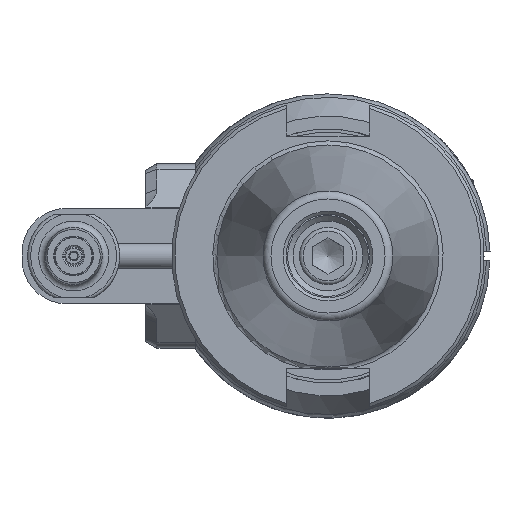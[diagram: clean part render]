
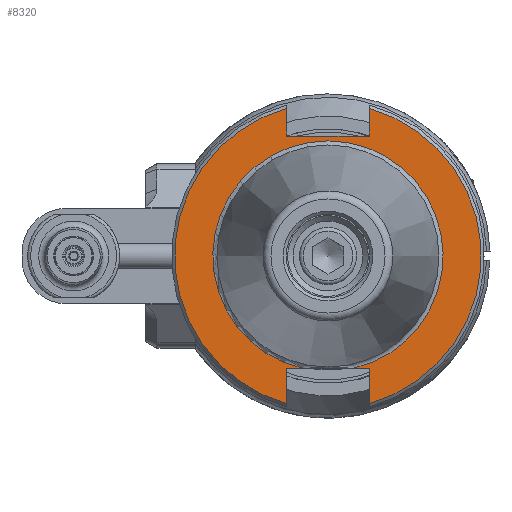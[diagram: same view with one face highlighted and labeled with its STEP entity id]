
A CAD part, left-side view. The second image highlights one B-rep face of the part: STEP entity #8320.
In plain terms, the highlighted planar face has unit normal (-1, 0, 0).
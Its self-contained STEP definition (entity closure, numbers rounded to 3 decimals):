
#518=LINE('',#54463,#1097);
#521=LINE('',#54479,#1100);
#533=LINE('',#54522,#1112);
#534=LINE('',#54527,#1113);
#535=LINE('',#54530,#1114);
#536=LINE('',#54534,#1115);
#537=LINE('',#54536,#1116);
#1097=VECTOR('',#10519,8.734);
#1100=VECTOR('',#10536,11.147);
#1112=VECTOR('',#10584,25.908);
#1113=VECTOR('',#10589,4.846);
#1114=VECTOR('',#10592,8.734);
#1115=VECTOR('',#10595,11.147);
#1116=VECTOR('',#10596,4.846);
#1576=PLANE('',#9064);
#2235=FACE_OUTER_BOUND('',#2854,.T.);
#2854=EDGE_LOOP('',(#6586,#6587,#6588,#6589,#6590,#6591,#6592,#6593,#6594,
#6595));
#3428=CIRCLE('',#9065,48.225);
#3429=CIRCLE('',#9066,48.225);
#3430=CIRCLE('',#9067,36.225);
#3957=VERTEX_POINT('',#54460);
#3958=VERTEX_POINT('',#54462);
#3963=VERTEX_POINT('',#54476);
#3964=VERTEX_POINT('',#54478);
#3977=VERTEX_POINT('',#54520);
#3979=VERTEX_POINT('',#54526);
#3980=VERTEX_POINT('',#54529);
#3981=VERTEX_POINT('',#54531);
#3982=VERTEX_POINT('',#54533);
#3983=VERTEX_POINT('',#54535);
#4911=EDGE_CURVE('',#3957,#3958,#518,.T.);
#4919=EDGE_CURVE('',#3963,#3964,#521,.T.);
#4941=EDGE_CURVE('',#3957,#3977,#533,.T.);
#4943=EDGE_CURVE('',#3979,#3964,#534,.T.);
#4944=EDGE_CURVE('',#3963,#3958,#3428,.T.);
#4945=EDGE_CURVE('',#3980,#3977,#535,.T.);
#4946=EDGE_CURVE('',#3980,#3981,#3429,.T.);
#4947=EDGE_CURVE('',#3982,#3981,#536,.T.);
#4948=EDGE_CURVE('',#3982,#3983,#537,.T.);
#4949=EDGE_CURVE('',#3983,#3979,#3430,.T.);
#6586=ORIENTED_EDGE('',*,*,#4943,.T.);
#6587=ORIENTED_EDGE('',*,*,#4919,.F.);
#6588=ORIENTED_EDGE('',*,*,#4944,.T.);
#6589=ORIENTED_EDGE('',*,*,#4911,.F.);
#6590=ORIENTED_EDGE('',*,*,#4941,.T.);
#6591=ORIENTED_EDGE('',*,*,#4945,.F.);
#6592=ORIENTED_EDGE('',*,*,#4946,.T.);
#6593=ORIENTED_EDGE('',*,*,#4947,.F.);
#6594=ORIENTED_EDGE('',*,*,#4948,.T.);
#6595=ORIENTED_EDGE('',*,*,#4949,.T.);
#8320=ADVANCED_FACE('',(#2235),#1576,.F.);
#9064=AXIS2_PLACEMENT_3D('',#54525,#10587,#10588);
#9065=AXIS2_PLACEMENT_3D('',#54528,#10590,#10591);
#9066=AXIS2_PLACEMENT_3D('',#54532,#10593,#10594);
#9067=AXIS2_PLACEMENT_3D('',#54537,#10597,#10598);
#10519=DIRECTION('',(0.,0.,1.));
#10536=DIRECTION('',(0.,0.,1.));
#10584=DIRECTION('',(0.,1.,0.));
#10587=DIRECTION('center_axis',(1.,0.,0.));
#10588=DIRECTION('ref_axis',(0.,-1.,0.));
#10589=DIRECTION('',(0.,-1.,0.));
#10590=DIRECTION('center_axis',(-1.,0.,0.));
#10591=DIRECTION('ref_axis',(0.,-0.269,-0.963));
#10592=DIRECTION('',(0.,0.,-1.));
#10593=DIRECTION('center_axis',(-1.,0.,0.));
#10594=DIRECTION('ref_axis',(0.,0.269,0.963));
#10595=DIRECTION('',(0.,0.,-1.));
#10596=DIRECTION('',(0.,-1.,0.));
#10597=DIRECTION('center_axis',(1.,0.,0.));
#10598=DIRECTION('ref_axis',(0.,-1.,0.));
#54460=CARTESIAN_POINT('',(-82.825,-12.954,37.719));
#54462=CARTESIAN_POINT('',(-82.825,-12.954,46.453));
#54463=CARTESIAN_POINT('',(-82.825,-12.954,37.719));
#54476=CARTESIAN_POINT('',(-82.825,-12.954,-46.453));
#54478=CARTESIAN_POINT('',(-82.825,-12.954,-35.306));
#54479=CARTESIAN_POINT('',(-82.825,-12.954,-46.453));
#54520=CARTESIAN_POINT('',(-82.825,12.954,37.719));
#54522=CARTESIAN_POINT('',(-82.825,-12.954,37.719));
#54525=CARTESIAN_POINT('Origin',(-82.825,-42.625,0.));
#54526=CARTESIAN_POINT('',(-82.825,-8.108,-35.306));
#54527=CARTESIAN_POINT('',(-82.825,-8.108,-35.306));
#54528=CARTESIAN_POINT('Origin',(-82.825,0.,0.));
#54529=CARTESIAN_POINT('',(-82.825,12.954,46.453));
#54530=CARTESIAN_POINT('',(-82.825,12.954,46.453));
#54531=CARTESIAN_POINT('',(-82.825,12.954,-46.453));
#54532=CARTESIAN_POINT('Origin',(-82.825,0.,0.));
#54533=CARTESIAN_POINT('',(-82.825,12.954,-35.306));
#54534=CARTESIAN_POINT('',(-82.825,12.954,-35.306));
#54535=CARTESIAN_POINT('',(-82.825,8.108,-35.306));
#54536=CARTESIAN_POINT('',(-82.825,12.954,-35.306));
#54537=CARTESIAN_POINT('Origin',(-82.825,0.,0.));
